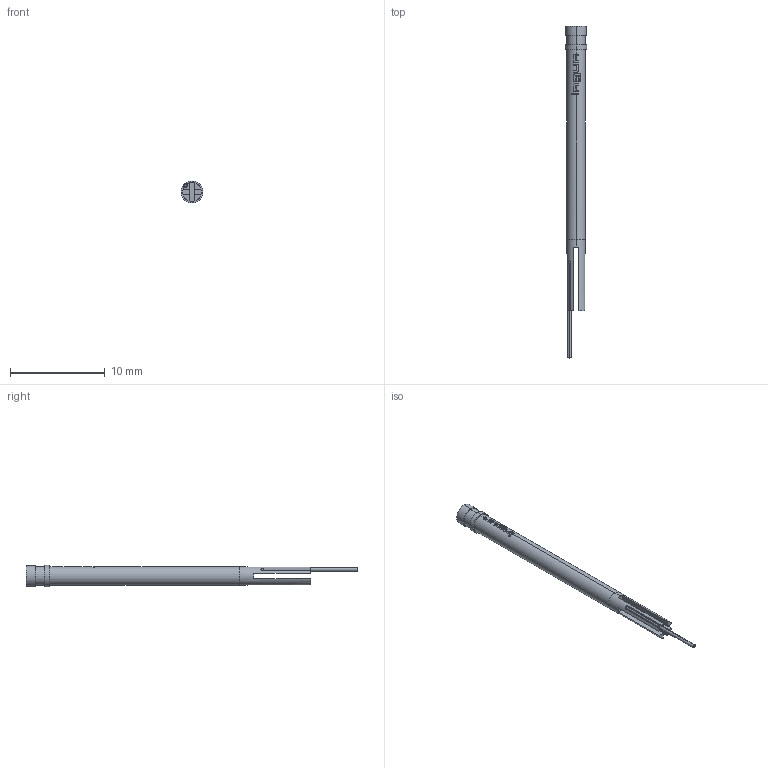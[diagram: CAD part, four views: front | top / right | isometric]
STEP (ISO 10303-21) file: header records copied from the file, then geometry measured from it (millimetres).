
FILE_DESCRIPTION (( 'STEP AP203' ), '1' );
FILE_NAME ('INGUN_KS-VF25_V.STEP', '2022-02-09T05:38:29', ( 'ochi' ), ( '' ), 'SwSTEP 2.0', 'SolidWorks 2018', '' );
FILE_SCHEMA (( 'CONFIG_CONTROL_DESIGN' ));
Length unit declared in the file: millimetre
Products named in the file (1): INGUN_KS-VF25_V
Bounding box: 2.3 x 35 x 2.3 mm (x, y, z)
Volume: 83.3 mm3; surface area: 229.6 mm2
Topology: 2 solids, 2 shells, 120 faces, 329 edges, 220 vertices
Faces by surface type: plane 62, cylinder 35, bspline 22, torus 1
Entity records: 4214 total; most frequent: CARTESIAN_POINT 1201, ORIENTED_EDGE 658, DIRECTION 559, EDGE_CURVE 329, VERTEX_POINT 220, AXIS2_PLACEMENT_3D 218, EDGE_LOOP 127, LINE 123
